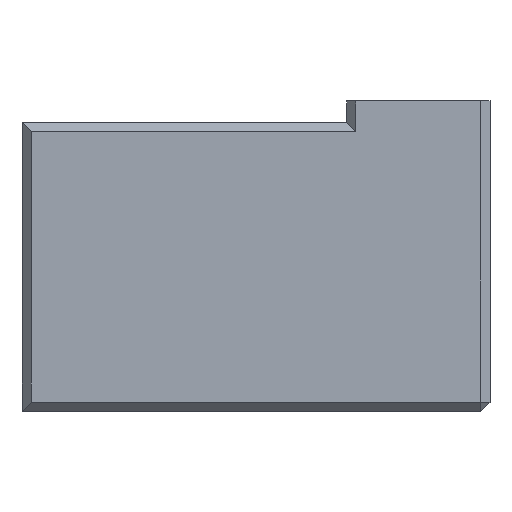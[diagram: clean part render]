
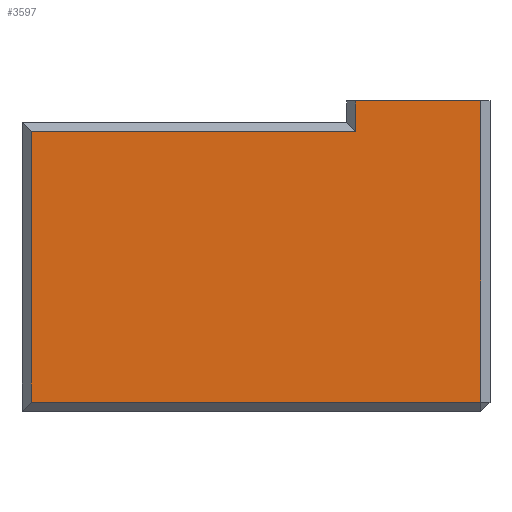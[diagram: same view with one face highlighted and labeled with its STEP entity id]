
A CAD part, front view. The second image highlights one B-rep face of the part: STEP entity #3597.
In plain terms, the highlighted planar face has unit normal (0, -1, 0).
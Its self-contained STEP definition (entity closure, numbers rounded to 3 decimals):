
#3200=CARTESIAN_POINT('',(141.661,-54.344,20.9));
#3201=VERTEX_POINT('',#3200);
#3208=CARTESIAN_POINT('',(148.62,-54.344,20.9));
#3209=VERTEX_POINT('',#3208);
#3210=CARTESIAN_POINT('',(141.661,-54.344,20.9));
#3211=DIRECTION('',(1.,-0.,0.));
#3212=VECTOR('',#3211,6.959);
#3213=LINE('',#3210,#3212);
#3214=EDGE_CURVE('',#3201,#3209,#3213,.T.);
#3369=CARTESIAN_POINT('',(141.661,-54.344,19.2));
#3370=VERTEX_POINT('',#3369);
#3377=CARTESIAN_POINT('',(141.661,-54.344,19.2));
#3378=DIRECTION('',(0.,0.,1.));
#3379=VECTOR('',#3378,1.7);
#3380=LINE('',#3377,#3379);
#3381=EDGE_CURVE('',#3370,#3201,#3380,.T.);
#3541=CARTESIAN_POINT('',(123.661,-54.344,19.2));
#3542=VERTEX_POINT('',#3541);
#3543=CARTESIAN_POINT('',(123.661,-54.344,19.2));
#3544=DIRECTION('',(1.,-0.,0.));
#3545=VECTOR('',#3544,18.);
#3546=LINE('',#3543,#3545);
#3547=EDGE_CURVE('',#3542,#3370,#3546,.T.);
#3565=CARTESIAN_POINT('',(0.132,-54.344,22.));
#3566=DIRECTION('',(-0.,-1.,0.));
#3567=DIRECTION('',(0.,0.,1.));
#3568=AXIS2_PLACEMENT_3D('',#3565,#3566,#3567);
#3569=PLANE('',#3568);
#3570=CARTESIAN_POINT('',(123.661,-54.344,4.2));
#3571=VERTEX_POINT('',#3570);
#3572=CARTESIAN_POINT('',(123.661,-54.344,4.2));
#3573=DIRECTION('',(0.,0.,1.));
#3574=VECTOR('',#3573,15.);
#3575=LINE('',#3572,#3574);
#3576=EDGE_CURVE('',#3571,#3542,#3575,.T.);
#3577=ORIENTED_EDGE('',*,*,#3576,.F.);
#3578=CARTESIAN_POINT('',(148.62,-54.344,4.2));
#3579=VERTEX_POINT('',#3578);
#3580=CARTESIAN_POINT('',(123.661,-54.344,4.2));
#3581=DIRECTION('',(1.,-0.,0.));
#3582=VECTOR('',#3581,24.959);
#3583=LINE('',#3580,#3582);
#3584=EDGE_CURVE('',#3571,#3579,#3583,.T.);
#3585=ORIENTED_EDGE('',*,*,#3584,.T.);
#3586=CARTESIAN_POINT('',(148.62,-54.344,4.2));
#3587=DIRECTION('',(0.,0.,1.));
#3588=VECTOR('',#3587,16.7);
#3589=LINE('',#3586,#3588);
#3590=EDGE_CURVE('',#3579,#3209,#3589,.T.);
#3591=ORIENTED_EDGE('',*,*,#3590,.T.);
#3592=ORIENTED_EDGE('',*,*,#3214,.F.);
#3593=ORIENTED_EDGE('',*,*,#3381,.F.);
#3594=ORIENTED_EDGE('',*,*,#3547,.F.);
#3595=EDGE_LOOP('',(#3577,#3585,#3591,#3592,#3593,#3594));
#3596=FACE_BOUND('',#3595,.T.);
#3597=ADVANCED_FACE('',(#3596),#3569,.T.);
